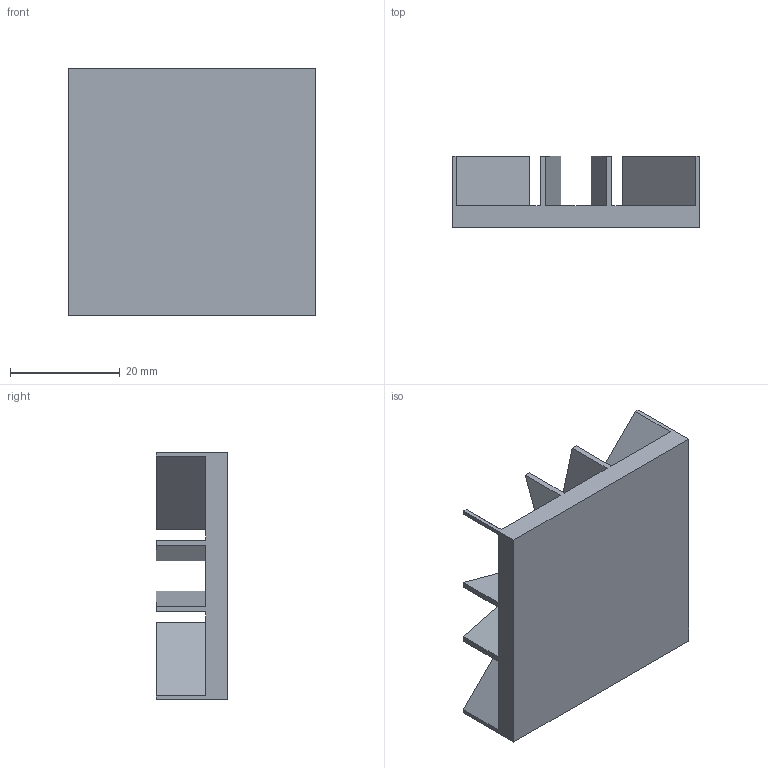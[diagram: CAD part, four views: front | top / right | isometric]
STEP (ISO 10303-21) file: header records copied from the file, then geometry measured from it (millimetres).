
FILE_DESCRIPTION((''),'2;1');
FILE_NAME( 'rad_heat_sink.stp','2000-08-23T13:21:19',('User'),('SDRC'),'I-DEAS Master Series 8','UNIX','Yes');
FILE_SCHEMA(('CONFIG_CONTROL_DESIGN'));
Length unit declared in the file: millimetre
Bounding box: 45 x 13 x 45 mm (x, y, z)
Volume: 9563.7 mm3; surface area: 7912.8 mm2
Topology: 1 solids, 1 shells, 54 faces, 156 edges, 104 vertices
Faces by surface type: bspline 54
Entity records: 1675 total; most frequent: CARTESIAN_POINT 632, ORIENTED_EDGE 312, EDGE_CURVE 156, VERTEX_POINT 104, QUASI_UNIFORM_CURVE 80, B_SPLINE_CURVE_WITH_KNOTS 76, EDGE_LOOP 54, FACE_OUTER_BOUND 54
